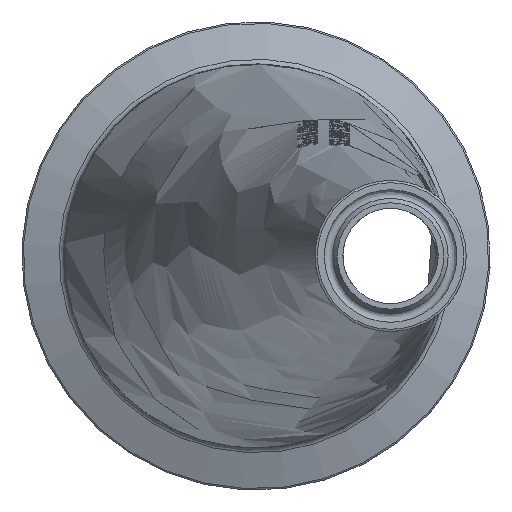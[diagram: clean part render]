
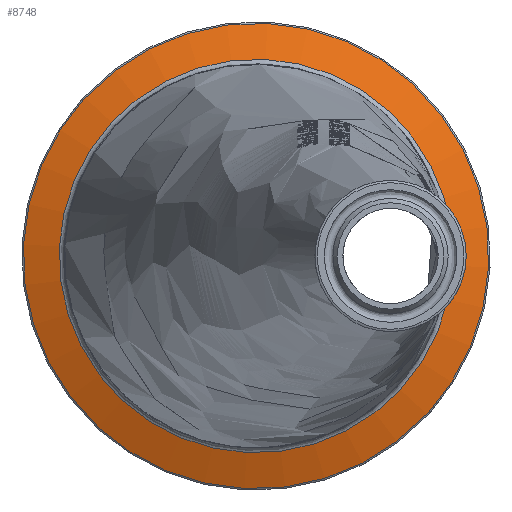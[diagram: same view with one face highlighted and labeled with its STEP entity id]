
A CAD part, left-side view. The second image highlights one B-rep face of the part: STEP entity #8748.
In plain terms, the highlighted conical face has half-angle 70 degrees and reference radius 35.223 mm.
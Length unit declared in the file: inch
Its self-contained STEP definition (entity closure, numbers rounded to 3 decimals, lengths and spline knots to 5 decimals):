
#13=CONICAL_SURFACE('',#9118,1.38675,70.);
#545=FACE_BOUND('',#1595,.T.);
#1056=FACE_OUTER_BOUND('',#1594,.T.);
#1594=EDGE_LOOP('',(#8122));
#1595=EDGE_LOOP('',(#8123));
#3338=CIRCLE('',#9117,1.51363);
#3339=CIRCLE('',#9119,1.27961);
#4225=VERTEX_POINT('',#19539);
#4226=VERTEX_POINT('',#19542);
#5536=EDGE_CURVE('',#4225,#4225,#3338,.T.);
#5537=EDGE_CURVE('',#4226,#4226,#3339,.T.);
#8122=ORIENTED_EDGE('',*,*,#5537,.F.);
#8123=ORIENTED_EDGE('',*,*,#5536,.F.);
#8748=ADVANCED_FACE('',(#1056,#545),#13,.T.);
#9117=AXIS2_PLACEMENT_3D('',#19540,#10272,#10273);
#9118=AXIS2_PLACEMENT_3D('',#19541,#10274,#10275);
#9119=AXIS2_PLACEMENT_3D('',#19543,#10276,#10277);
#10272=DIRECTION('center_axis',(1.,0.,0.));
#10273=DIRECTION('ref_axis',(0.,0.049,-0.999));
#10274=DIRECTION('center_axis',(1.,0.,0.));
#10275=DIRECTION('ref_axis',(0.,-0.049,0.999));
#10276=DIRECTION('center_axis',(-1.,0.,0.));
#10277=DIRECTION('ref_axis',(0.,0.049,-0.999));
#19539=CARTESIAN_POINT('',(2.38441,0.17613,1.51183));
#19540=CARTESIAN_POINT('Origin',(2.38441,0.25,0.));
#19541=CARTESIAN_POINT('Origin',(2.33823,0.25,0.));
#19542=CARTESIAN_POINT('',(2.29923,0.18755,1.27808));
#19543=CARTESIAN_POINT('Origin',(2.29923,0.25,0.));
